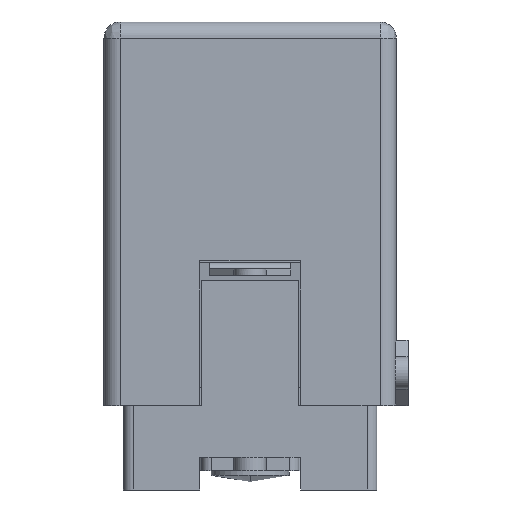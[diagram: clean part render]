
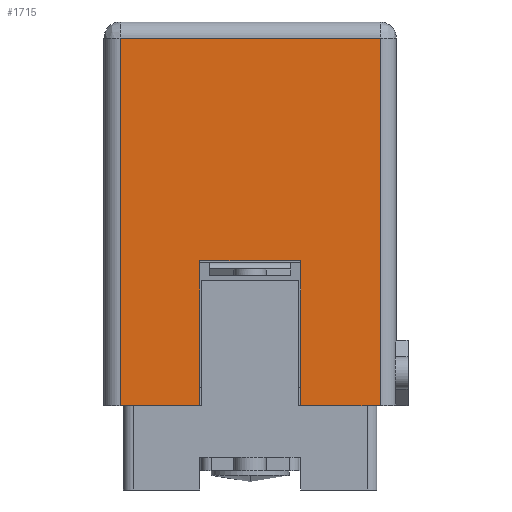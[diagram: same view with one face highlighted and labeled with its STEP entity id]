
A CAD part, front view. The second image highlights one B-rep face of the part: STEP entity #1715.
In plain terms, the highlighted planar face has unit normal (0, -1, 0).
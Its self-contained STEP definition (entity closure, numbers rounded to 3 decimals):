
#64 = VECTOR ( 'NONE', #5807, 1000. ) ;
#138 = ORIENTED_EDGE ( 'NONE', *, *, #6425, .T. ) ;
#201 = LINE ( 'NONE', #5074, #4085 ) ;
#232 = FACE_OUTER_BOUND ( 'NONE', #1513, .T. ) ;
#257 = DIRECTION ( 'NONE',  ( 0., 0., -1. ) ) ;
#532 = DIRECTION ( 'NONE',  ( 1., 0., 0. ) ) ;
#606 = ORIENTED_EDGE ( 'NONE', *, *, #2594, .T. ) ;
#824 = ORIENTED_EDGE ( 'NONE', *, *, #1199, .T. ) ;
#844 = PLANE ( 'NONE',  #3660 ) ;
#862 = CARTESIAN_POINT ( 'NONE',  ( -1.55, -6.5, -11.8 ) ) ;
#866 = VECTOR ( 'NONE', #4801, 1000. ) ;
#1010 = VECTOR ( 'NONE', #532, 1000. ) ;
#1034 = EDGE_CURVE ( 'NONE', #3173, #5198, #6572, .T. ) ;
#1199 = EDGE_CURVE ( 'NONE', #1589, #3834, #1511, .T. ) ;
#1269 = DIRECTION ( 'NONE',  ( 1., 0., 0. ) ) ;
#1329 = CARTESIAN_POINT ( 'NONE',  ( -1.55, -6.5, -11.8 ) ) ;
#1511 = LINE ( 'NONE', #3798, #64 ) ;
#1513 = EDGE_LOOP ( 'NONE', ( #2393, #824, #6729, #4160, #4906, #138, #606, #5769 ) ) ;
#1589 = VERTEX_POINT ( 'NONE', #5427 ) ;
#1715 = ADVANCED_FACE ( 'NONE', ( #232 ), #844, .T. ) ;
#1716 = CARTESIAN_POINT ( 'NONE',  ( 4., -6.5, -11.8 ) ) ;
#1750 = LINE ( 'NONE', #5284, #1010 ) ;
#2239 = DIRECTION ( 'NONE',  ( 1., 0., 0. ) ) ;
#2269 = VECTOR ( 'NONE', #257, 1000. ) ;
#2380 = CARTESIAN_POINT ( 'NONE',  ( 1.55, -6.5, -11.8 ) ) ;
#2393 = ORIENTED_EDGE ( 'NONE', *, *, #2616, .T. ) ;
#2594 = EDGE_CURVE ( 'NONE', #3308, #6392, #1750, .T. ) ;
#2616 = EDGE_CURVE ( 'NONE', #2928, #1589, #4225, .T. ) ;
#2835 = CARTESIAN_POINT ( 'NONE',  ( -4., -6.5, -0.5 ) ) ;
#2841 = CARTESIAN_POINT ( 'NONE',  ( 1.55, -6.5, -7.35 ) ) ;
#2904 = CARTESIAN_POINT ( 'NONE',  ( -1.55, -6.5, -7.35 ) ) ;
#2928 = VERTEX_POINT ( 'NONE', #4080 ) ;
#2970 = CARTESIAN_POINT ( 'NONE',  ( -0.25, -6.5, -0.5 ) ) ;
#3173 = VERTEX_POINT ( 'NONE', #2835 ) ;
#3272 = EDGE_CURVE ( 'NONE', #3173, #3834, #3489, .T. ) ;
#3308 = VERTEX_POINT ( 'NONE', #2904 ) ;
#3437 = DIRECTION ( 'NONE',  ( 0., 0., 1. ) ) ;
#3438 = DIRECTION ( 'NONE',  ( 0., -1., 0. ) ) ;
#3489 = LINE ( 'NONE', #2970, #866 ) ;
#3660 = AXIS2_PLACEMENT_3D ( 'NONE', #6036, #3438, #5525 ) ;
#3798 = CARTESIAN_POINT ( 'NONE',  ( 4., -6.5, -11.8 ) ) ;
#3801 = CARTESIAN_POINT ( 'NONE',  ( -4., -6.5, -11.8 ) ) ;
#3834 = VERTEX_POINT ( 'NONE', #5663 ) ;
#3928 = LINE ( 'NONE', #2380, #6179 ) ;
#4080 = CARTESIAN_POINT ( 'NONE',  ( 1.55, -6.5, -11.8 ) ) ;
#4085 = VECTOR ( 'NONE', #1269, 1000. ) ;
#4160 = ORIENTED_EDGE ( 'NONE', *, *, #1034, .T. ) ;
#4194 = EDGE_CURVE ( 'NONE', #5198, #4500, #201, .T. ) ;
#4225 = LINE ( 'NONE', #1716, #4875 ) ;
#4500 = VERTEX_POINT ( 'NONE', #862 ) ;
#4544 = DIRECTION ( 'NONE',  ( 0., 0., -1. ) ) ;
#4801 = DIRECTION ( 'NONE',  ( 1., 0., 0. ) ) ;
#4875 = VECTOR ( 'NONE', #2239, 1000. ) ;
#4906 = ORIENTED_EDGE ( 'NONE', *, *, #4194, .T. ) ;
#5018 = EDGE_CURVE ( 'NONE', #6392, #2928, #3928, .T. ) ;
#5074 = CARTESIAN_POINT ( 'NONE',  ( 4., -6.5, -11.8 ) ) ;
#5198 = VERTEX_POINT ( 'NONE', #3801 ) ;
#5284 = CARTESIAN_POINT ( 'NONE',  ( 4., -6.5, -7.35 ) ) ;
#5372 = VECTOR ( 'NONE', #3437, 1000. ) ;
#5427 = CARTESIAN_POINT ( 'NONE',  ( 4., -6.5, -11.8 ) ) ;
#5524 = LINE ( 'NONE', #1329, #5372 ) ;
#5525 = DIRECTION ( 'NONE',  ( 0., 0., -1. ) ) ;
#5550 = CARTESIAN_POINT ( 'NONE',  ( -4., -6.5, -11.8 ) ) ;
#5663 = CARTESIAN_POINT ( 'NONE',  ( 4., -6.5, -0.5 ) ) ;
#5769 = ORIENTED_EDGE ( 'NONE', *, *, #5018, .T. ) ;
#5807 = DIRECTION ( 'NONE',  ( 0., 0., 1. ) ) ;
#6036 = CARTESIAN_POINT ( 'NONE',  ( 4., -6.5, -11.8 ) ) ;
#6179 = VECTOR ( 'NONE', #4544, 1000. ) ;
#6392 = VERTEX_POINT ( 'NONE', #2841 ) ;
#6425 = EDGE_CURVE ( 'NONE', #4500, #3308, #5524, .T. ) ;
#6572 = LINE ( 'NONE', #5550, #2269 ) ;
#6729 = ORIENTED_EDGE ( 'NONE', *, *, #3272, .F. ) ;
